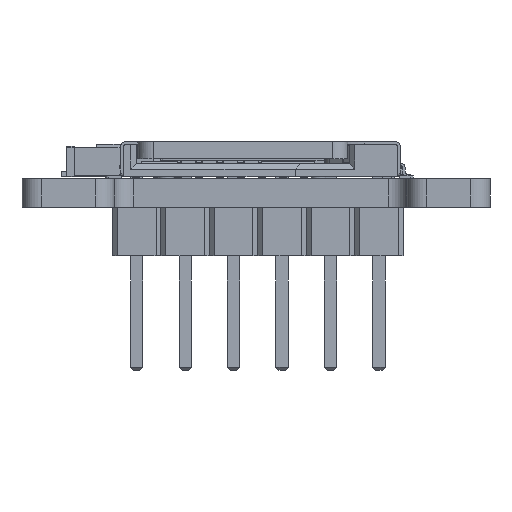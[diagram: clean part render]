
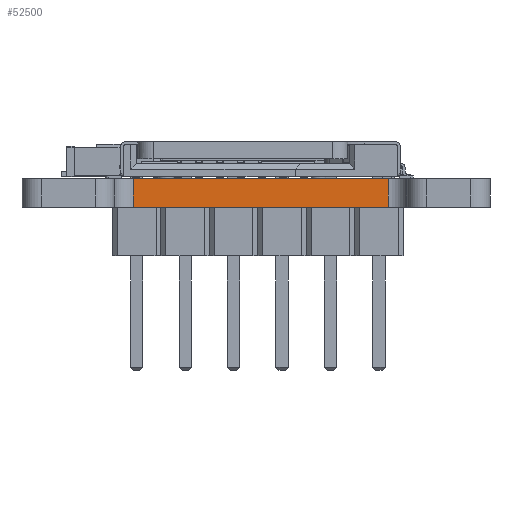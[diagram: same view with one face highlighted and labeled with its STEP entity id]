
A CAD part, left-side view. The second image highlights one B-rep face of the part: STEP entity #52500.
In plain terms, the highlighted planar face has unit normal (-1, 0, 0).
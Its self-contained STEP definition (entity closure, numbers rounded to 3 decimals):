
#51867 = VERTEX_POINT('',#51868);
#51868 = CARTESIAN_POINT('',(27.768,-31.191,0.));
#51875 = EDGE_CURVE('',#51876,#51867,#51878,.T.);
#51876 = VERTEX_POINT('',#51877);
#51877 = CARTESIAN_POINT('',(27.768,-44.558,0.));
#51878 = LINE('',#51879,#51880);
#51879 = CARTESIAN_POINT('',(27.768,-44.558,0.));
#51880 = VECTOR('',#51881,1.);
#51881 = DIRECTION('',(0.,1.,0.));
#52119 = VERTEX_POINT('',#52120);
#52120 = CARTESIAN_POINT('',(27.768,-31.191,1.51));
#52127 = EDGE_CURVE('',#52128,#52119,#52130,.T.);
#52128 = VERTEX_POINT('',#52129);
#52129 = CARTESIAN_POINT('',(27.768,-44.558,1.51));
#52130 = LINE('',#52131,#52132);
#52131 = CARTESIAN_POINT('',(27.768,-44.558,1.51));
#52132 = VECTOR('',#52133,1.);
#52133 = DIRECTION('',(0.,1.,0.));
#52470 = EDGE_CURVE('',#51867,#52119,#52471,.T.);
#52471 = LINE('',#52472,#52473);
#52472 = CARTESIAN_POINT('',(27.768,-31.191,0.));
#52473 = VECTOR('',#52474,1.);
#52474 = DIRECTION('',(0.,0.,1.));
#52500 = ADVANCED_FACE('',(#52501),#52512,.T.);
#52501 = FACE_BOUND('',#52502,.T.);
#52502 = EDGE_LOOP('',(#52503,#52509,#52510,#52511));
#52503 = ORIENTED_EDGE('',*,*,#52504,.T.);
#52504 = EDGE_CURVE('',#51876,#52128,#52505,.T.);
#52505 = LINE('',#52506,#52507);
#52506 = CARTESIAN_POINT('',(27.768,-44.558,0.));
#52507 = VECTOR('',#52508,1.);
#52508 = DIRECTION('',(0.,0.,1.));
#52509 = ORIENTED_EDGE('',*,*,#52127,.T.);
#52510 = ORIENTED_EDGE('',*,*,#52470,.F.);
#52511 = ORIENTED_EDGE('',*,*,#51875,.F.);
#52512 = PLANE('',#52513);
#52513 = AXIS2_PLACEMENT_3D('',#52514,#52515,#52516);
#52514 = CARTESIAN_POINT('',(27.768,-44.558,0.));
#52515 = DIRECTION('',(-1.,0.,0.));
#52516 = DIRECTION('',(0.,1.,0.));
